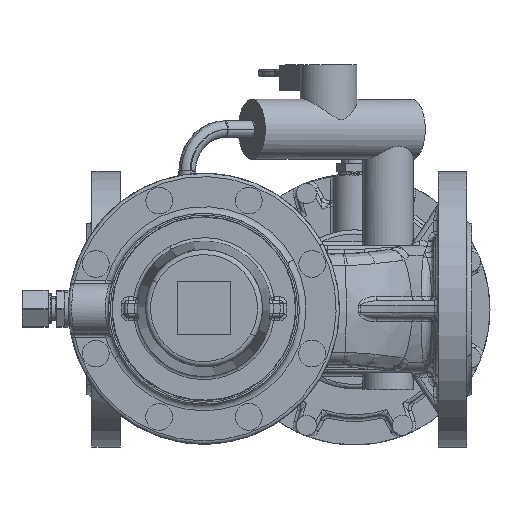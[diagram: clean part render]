
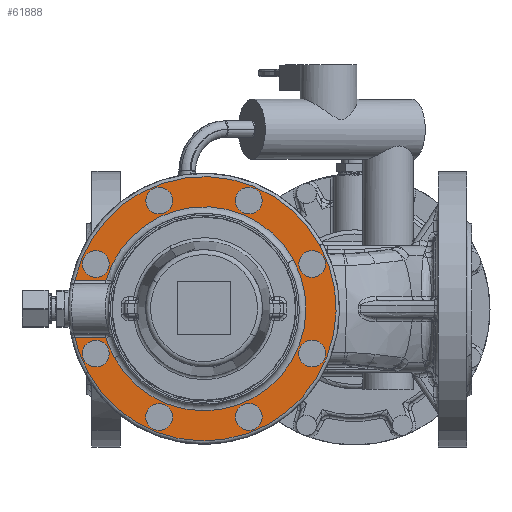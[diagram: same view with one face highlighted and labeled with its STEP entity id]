
A CAD part, top view. The second image highlights one B-rep face of the part: STEP entity #61888.
In plain terms, the highlighted planar face has unit normal (0, 0, 1).
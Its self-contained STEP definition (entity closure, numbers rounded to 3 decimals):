
#60714=AXIS2_PLACEMENT_3D('Circle Axis2P3D',#60712,#60713,$) ;
#60731=AXIS2_PLACEMENT_3D('Circle Axis2P3D',#60729,#60730,$) ;
#61202=AXIS2_PLACEMENT_3D('Circle Axis2P3D',#61200,#61201,$) ;
#61699=AXIS2_PLACEMENT_3D('Plane Axis2P3D',#61696,#61697,#61698) ;
#61710=AXIS2_PLACEMENT_3D('Circle Axis2P3D',#61708,#61709,$) ;
#61717=AXIS2_PLACEMENT_3D('Circle Axis2P3D',#61715,#61716,$) ;
#61724=AXIS2_PLACEMENT_3D('Circle Axis2P3D',#61722,#61723,$) ;
#61746=AXIS2_PLACEMENT_3D('Circle Axis2P3D',#61744,#61745,$) ;
#61755=AXIS2_PLACEMENT_3D('Circle Axis2P3D',#61753,#61754,$) ;
#61764=AXIS2_PLACEMENT_3D('Circle Axis2P3D',#61762,#61763,$) ;
#61773=AXIS2_PLACEMENT_3D('Circle Axis2P3D',#61771,#61772,$) ;
#61782=AXIS2_PLACEMENT_3D('Circle Axis2P3D',#61780,#61781,$) ;
#61791=AXIS2_PLACEMENT_3D('Circle Axis2P3D',#61789,#61790,$) ;
#61800=AXIS2_PLACEMENT_3D('Circle Axis2P3D',#61798,#61799,$) ;
#61809=AXIS2_PLACEMENT_3D('Circle Axis2P3D',#61807,#61808,$) ;
#61818=AXIS2_PLACEMENT_3D('Circle Axis2P3D',#61816,#61817,$) ;
#61827=AXIS2_PLACEMENT_3D('Circle Axis2P3D',#61825,#61826,$) ;
#61836=AXIS2_PLACEMENT_3D('Circle Axis2P3D',#61834,#61835,$) ;
#61845=AXIS2_PLACEMENT_3D('Circle Axis2P3D',#61843,#61844,$) ;
#61854=AXIS2_PLACEMENT_3D('Circle Axis2P3D',#61852,#61853,$) ;
#61863=AXIS2_PLACEMENT_3D('Circle Axis2P3D',#61861,#61862,$) ;
#61872=AXIS2_PLACEMENT_3D('Circle Axis2P3D',#61870,#61871,$) ;
#61881=AXIS2_PLACEMENT_3D('Circle Axis2P3D',#61879,#61880,$) ;
#60702=CARTESIAN_POINT('Vertex',(-69.329,-37.875,138.)) ;
#60709=CARTESIAN_POINT('Vertex',(69.329,37.875,138.)) ;
#60712=CARTESIAN_POINT('Axis2P3D Location',(0.,0.,138.)) ;
#60729=CARTESIAN_POINT('Axis2P3D Location',(0.,0.,138.)) ;
#60733=CARTESIAN_POINT('Vertex',(-77.149,-17.,138.)) ;
#61174=CARTESIAN_POINT('Vertex',(-77.149,17.,138.)) ;
#61200=CARTESIAN_POINT('Axis2P3D Location',(0.,0.,138.)) ;
#61696=CARTESIAN_POINT('Axis2P3D Location',(-81.,0.,138.)) ;
#61701=CARTESIAN_POINT('Line Origine',(-67.866,17.,138.)) ;
#61705=CARTESIAN_POINT('Vertex',(-58.583,17.,138.)) ;
#61708=CARTESIAN_POINT('Axis2P3D Location',(0.,0.,138.)) ;
#61712=CARTESIAN_POINT('Vertex',(53.533,29.245,138.)) ;
#61715=CARTESIAN_POINT('Axis2P3D Location',(0.,0.,138.)) ;
#61719=CARTESIAN_POINT('Vertex',(-53.533,-29.245,138.)) ;
#61722=CARTESIAN_POINT('Axis2P3D Location',(0.,0.,138.)) ;
#61726=CARTESIAN_POINT('Vertex',(-58.583,-17.,138.)) ;
#61729=CARTESIAN_POINT('Line Origine',(-67.866,-17.,138.)) ;
#61744=CARTESIAN_POINT('Axis2P3D Location',(-26.788,64.672,138.)) ;
#61748=CARTESIAN_POINT('Vertex',(-21.131,59.015,138.)) ;
#61750=CARTESIAN_POINT('Vertex',(-32.445,70.328,138.)) ;
#61753=CARTESIAN_POINT('Axis2P3D Location',(-26.788,64.672,138.)) ;
#61762=CARTESIAN_POINT('Axis2P3D Location',(26.788,-64.672,138.)) ;
#61766=CARTESIAN_POINT('Vertex',(21.131,-59.015,138.)) ;
#61768=CARTESIAN_POINT('Vertex',(32.445,-70.328,138.)) ;
#61771=CARTESIAN_POINT('Axis2P3D Location',(26.788,-64.672,138.)) ;
#61780=CARTESIAN_POINT('Axis2P3D Location',(-26.788,-64.672,138.)) ;
#61784=CARTESIAN_POINT('Vertex',(-26.788,-56.672,138.)) ;
#61786=CARTESIAN_POINT('Vertex',(-26.788,-72.672,138.)) ;
#61789=CARTESIAN_POINT('Axis2P3D Location',(-26.788,-64.672,138.)) ;
#61798=CARTESIAN_POINT('Axis2P3D Location',(-64.672,-26.788,138.)) ;
#61802=CARTESIAN_POINT('Vertex',(-59.015,-21.131,138.)) ;
#61804=CARTESIAN_POINT('Vertex',(-70.328,-32.445,138.)) ;
#61807=CARTESIAN_POINT('Axis2P3D Location',(-64.672,-26.788,138.)) ;
#61816=CARTESIAN_POINT('Axis2P3D Location',(-64.672,26.788,138.)) ;
#61820=CARTESIAN_POINT('Vertex',(-72.672,26.788,138.)) ;
#61822=CARTESIAN_POINT('Vertex',(-56.672,26.788,138.)) ;
#61825=CARTESIAN_POINT('Axis2P3D Location',(-64.672,26.788,138.)) ;
#61834=CARTESIAN_POINT('Axis2P3D Location',(64.672,-26.788,138.)) ;
#61838=CARTESIAN_POINT('Vertex',(72.672,-26.788,138.)) ;
#61840=CARTESIAN_POINT('Vertex',(56.672,-26.788,138.)) ;
#61843=CARTESIAN_POINT('Axis2P3D Location',(64.672,-26.788,138.)) ;
#61852=CARTESIAN_POINT('Axis2P3D Location',(64.672,26.788,138.)) ;
#61856=CARTESIAN_POINT('Vertex',(70.328,32.445,138.)) ;
#61858=CARTESIAN_POINT('Vertex',(59.015,21.131,138.)) ;
#61861=CARTESIAN_POINT('Axis2P3D Location',(64.672,26.788,138.)) ;
#61870=CARTESIAN_POINT('Axis2P3D Location',(26.788,64.672,138.)) ;
#61874=CARTESIAN_POINT('Vertex',(26.788,72.672,138.)) ;
#61876=CARTESIAN_POINT('Vertex',(26.788,56.672,138.)) ;
#61879=CARTESIAN_POINT('Axis2P3D Location',(26.788,64.672,138.)) ;
#60713=DIRECTION('Axis2P3D Direction',(0.,0.,1.)) ;
#60730=DIRECTION('Axis2P3D Direction',(0.,0.,1.)) ;
#61201=DIRECTION('Axis2P3D Direction',(0.,-0.,1.)) ;
#61697=DIRECTION('Axis2P3D Direction',(-0.,0.,1.)) ;
#61698=DIRECTION('Axis2P3D XDirection',(0.,-1.,0.)) ;
#61702=DIRECTION('Vector Direction',(-1.,0.,0.)) ;
#61709=DIRECTION('Axis2P3D Direction',(-0.,0.,1.)) ;
#61716=DIRECTION('Axis2P3D Direction',(-0.,0.,1.)) ;
#61723=DIRECTION('Axis2P3D Direction',(-0.,0.,1.)) ;
#61730=DIRECTION('Vector Direction',(-1.,0.,0.)) ;
#61745=DIRECTION('Axis2P3D Direction',(-0.,0.,1.)) ;
#61754=DIRECTION('Axis2P3D Direction',(-0.,0.,1.)) ;
#61763=DIRECTION('Axis2P3D Direction',(-0.,0.,1.)) ;
#61772=DIRECTION('Axis2P3D Direction',(-0.,0.,1.)) ;
#61781=DIRECTION('Axis2P3D Direction',(-0.,0.,1.)) ;
#61790=DIRECTION('Axis2P3D Direction',(-0.,0.,1.)) ;
#61799=DIRECTION('Axis2P3D Direction',(-0.,0.,1.)) ;
#61808=DIRECTION('Axis2P3D Direction',(-0.,0.,1.)) ;
#61817=DIRECTION('Axis2P3D Direction',(-0.,0.,1.)) ;
#61826=DIRECTION('Axis2P3D Direction',(-0.,0.,1.)) ;
#61835=DIRECTION('Axis2P3D Direction',(-0.,0.,1.)) ;
#61844=DIRECTION('Axis2P3D Direction',(-0.,0.,1.)) ;
#61853=DIRECTION('Axis2P3D Direction',(-0.,0.,1.)) ;
#61862=DIRECTION('Axis2P3D Direction',(-0.,0.,1.)) ;
#61871=DIRECTION('Axis2P3D Direction',(-0.,0.,1.)) ;
#61880=DIRECTION('Axis2P3D Direction',(-0.,0.,1.)) ;
#61703=VECTOR('Line Direction',#61702,1.) ;
#61731=VECTOR('Line Direction',#61730,1.) ;
#61735=ORIENTED_EDGE('',*,*,#61707,.T.) ;
#61736=ORIENTED_EDGE('',*,*,#61714,.F.) ;
#61737=ORIENTED_EDGE('',*,*,#61721,.F.) ;
#61738=ORIENTED_EDGE('',*,*,#61728,.F.) ;
#61739=ORIENTED_EDGE('',*,*,#61733,.T.) ;
#61740=ORIENTED_EDGE('',*,*,#60735,.T.) ;
#61741=ORIENTED_EDGE('',*,*,#60716,.T.) ;
#61742=ORIENTED_EDGE('',*,*,#61204,.T.) ;
#61759=ORIENTED_EDGE('',*,*,#61752,.F.) ;
#61760=ORIENTED_EDGE('',*,*,#61757,.F.) ;
#61777=ORIENTED_EDGE('',*,*,#61770,.F.) ;
#61778=ORIENTED_EDGE('',*,*,#61775,.F.) ;
#61795=ORIENTED_EDGE('',*,*,#61788,.F.) ;
#61796=ORIENTED_EDGE('',*,*,#61793,.F.) ;
#61813=ORIENTED_EDGE('',*,*,#61806,.F.) ;
#61814=ORIENTED_EDGE('',*,*,#61811,.F.) ;
#61831=ORIENTED_EDGE('',*,*,#61824,.F.) ;
#61832=ORIENTED_EDGE('',*,*,#61829,.F.) ;
#61849=ORIENTED_EDGE('',*,*,#61842,.F.) ;
#61850=ORIENTED_EDGE('',*,*,#61847,.F.) ;
#61867=ORIENTED_EDGE('',*,*,#61860,.F.) ;
#61868=ORIENTED_EDGE('',*,*,#61865,.F.) ;
#61885=ORIENTED_EDGE('',*,*,#61878,.F.) ;
#61886=ORIENTED_EDGE('',*,*,#61883,.F.) ;
#61761=FACE_BOUND('',#61758,.T.) ;
#61779=FACE_BOUND('',#61776,.T.) ;
#61797=FACE_BOUND('',#61794,.T.) ;
#61815=FACE_BOUND('',#61812,.T.) ;
#61833=FACE_BOUND('',#61830,.T.) ;
#61851=FACE_BOUND('',#61848,.T.) ;
#61869=FACE_BOUND('',#61866,.T.) ;
#61887=FACE_BOUND('',#61884,.T.) ;
#61888=ADVANCED_FACE('Brep With Voids',(#61743,#61761,#61779,#61797,#61815,#61833,#61851,#61869,#61887),#61700,.T.) ;
#60715=CIRCLE('generated circle',#60714,79.) ;
#60732=CIRCLE('generated circle',#60731,79.) ;
#61203=CIRCLE('generated circle',#61202,79.) ;
#61711=CIRCLE('generated circle',#61710,61.) ;
#61718=CIRCLE('generated circle',#61717,61.) ;
#61725=CIRCLE('generated circle',#61724,61.) ;
#61747=CIRCLE('generated circle',#61746,8.) ;
#61756=CIRCLE('generated circle',#61755,8.) ;
#61765=CIRCLE('generated circle',#61764,8.) ;
#61774=CIRCLE('generated circle',#61773,8.) ;
#61783=CIRCLE('generated circle',#61782,8.) ;
#61792=CIRCLE('generated circle',#61791,8.) ;
#61801=CIRCLE('generated circle',#61800,8.) ;
#61810=CIRCLE('generated circle',#61809,8.) ;
#61819=CIRCLE('generated circle',#61818,8.) ;
#61828=CIRCLE('generated circle',#61827,8.) ;
#61837=CIRCLE('generated circle',#61836,8.) ;
#61846=CIRCLE('generated circle',#61845,8.) ;
#61855=CIRCLE('generated circle',#61854,8.) ;
#61864=CIRCLE('generated circle',#61863,8.) ;
#61873=CIRCLE('generated circle',#61872,8.) ;
#61882=CIRCLE('generated circle',#61881,8.) ;
#60716=EDGE_CURVE('',#60703,#60710,#60715,.T.) ;
#60735=EDGE_CURVE('',#60734,#60703,#60732,.T.) ;
#61204=EDGE_CURVE('',#60710,#61175,#61203,.T.) ;
#61707=EDGE_CURVE('',#61175,#61706,#61704,.F.) ;
#61714=EDGE_CURVE('',#61713,#61706,#61711,.T.) ;
#61721=EDGE_CURVE('',#61720,#61713,#61718,.T.) ;
#61728=EDGE_CURVE('',#61727,#61720,#61725,.T.) ;
#61733=EDGE_CURVE('',#61727,#60734,#61732,.T.) ;
#61752=EDGE_CURVE('',#61749,#61751,#61747,.T.) ;
#61757=EDGE_CURVE('',#61751,#61749,#61756,.T.) ;
#61770=EDGE_CURVE('',#61767,#61769,#61765,.T.) ;
#61775=EDGE_CURVE('',#61769,#61767,#61774,.T.) ;
#61788=EDGE_CURVE('',#61785,#61787,#61783,.T.) ;
#61793=EDGE_CURVE('',#61787,#61785,#61792,.T.) ;
#61806=EDGE_CURVE('',#61803,#61805,#61801,.T.) ;
#61811=EDGE_CURVE('',#61805,#61803,#61810,.T.) ;
#61824=EDGE_CURVE('',#61821,#61823,#61819,.T.) ;
#61829=EDGE_CURVE('',#61823,#61821,#61828,.T.) ;
#61842=EDGE_CURVE('',#61839,#61841,#61837,.T.) ;
#61847=EDGE_CURVE('',#61841,#61839,#61846,.T.) ;
#61860=EDGE_CURVE('',#61857,#61859,#61855,.T.) ;
#61865=EDGE_CURVE('',#61859,#61857,#61864,.T.) ;
#61878=EDGE_CURVE('',#61875,#61877,#61873,.T.) ;
#61883=EDGE_CURVE('',#61877,#61875,#61882,.T.) ;
#61734=EDGE_LOOP('',(#61735,#61736,#61737,#61738,#61739,#61740,#61741,#61742)) ;
#61758=EDGE_LOOP('',(#61759,#61760)) ;
#61776=EDGE_LOOP('',(#61777,#61778)) ;
#61794=EDGE_LOOP('',(#61795,#61796)) ;
#61812=EDGE_LOOP('',(#61813,#61814)) ;
#61830=EDGE_LOOP('',(#61831,#61832)) ;
#61848=EDGE_LOOP('',(#61849,#61850)) ;
#61866=EDGE_LOOP('',(#61867,#61868)) ;
#61884=EDGE_LOOP('',(#61885,#61886)) ;
#61743=FACE_OUTER_BOUND('',#61734,.T.) ;
#61704=LINE('Line',#61701,#61703) ;
#61732=LINE('Line',#61729,#61731) ;
#61700=PLANE('Plane',#61699) ;
#60703=VERTEX_POINT('',#60702) ;
#60710=VERTEX_POINT('',#60709) ;
#60734=VERTEX_POINT('',#60733) ;
#61175=VERTEX_POINT('',#61174) ;
#61706=VERTEX_POINT('',#61705) ;
#61713=VERTEX_POINT('',#61712) ;
#61720=VERTEX_POINT('',#61719) ;
#61727=VERTEX_POINT('',#61726) ;
#61749=VERTEX_POINT('',#61748) ;
#61751=VERTEX_POINT('',#61750) ;
#61767=VERTEX_POINT('',#61766) ;
#61769=VERTEX_POINT('',#61768) ;
#61785=VERTEX_POINT('',#61784) ;
#61787=VERTEX_POINT('',#61786) ;
#61803=VERTEX_POINT('',#61802) ;
#61805=VERTEX_POINT('',#61804) ;
#61821=VERTEX_POINT('',#61820) ;
#61823=VERTEX_POINT('',#61822) ;
#61839=VERTEX_POINT('',#61838) ;
#61841=VERTEX_POINT('',#61840) ;
#61857=VERTEX_POINT('',#61856) ;
#61859=VERTEX_POINT('',#61858) ;
#61875=VERTEX_POINT('',#61874) ;
#61877=VERTEX_POINT('',#61876) ;
